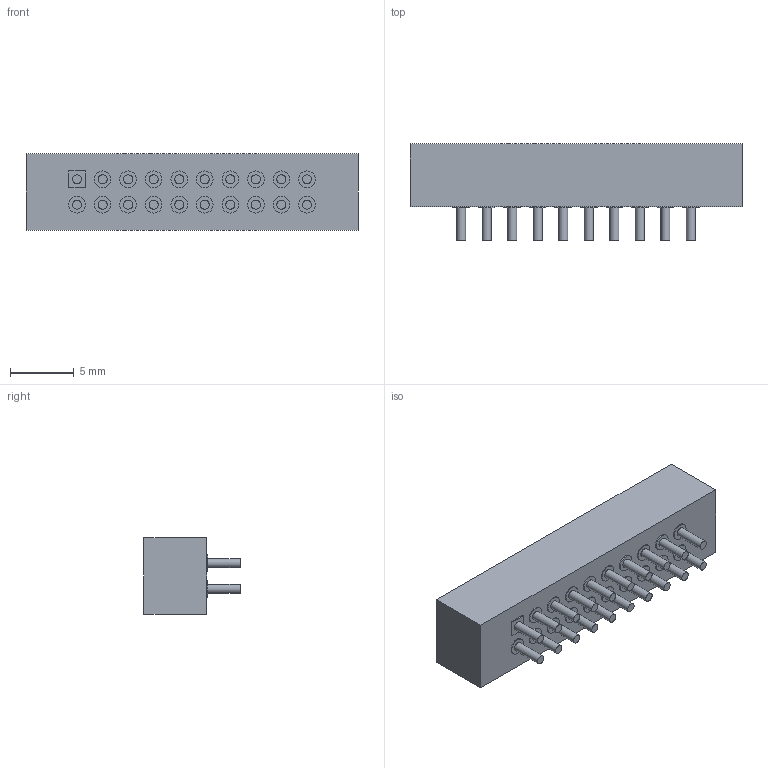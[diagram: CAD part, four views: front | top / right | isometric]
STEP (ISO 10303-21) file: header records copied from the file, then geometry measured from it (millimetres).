
FILE_DESCRIPTION(('STEP AP214'), '1');
FILE_NAME('SHDR0S200P10X2_2600X600X500.step', '2023-6-12T20:41:21', (''), (''), 'EMA Design Automation', 'LibraryBuilder', '');
FILE_SCHEMA(('AUTOMOTIVE_DESIGN'));
Length unit declared in the file: millimetre
Products named in the file (1): SHDR0S200P10X2_2600X600X500
Bounding box: 26 x 7.54 x 6 mm (x, y, z)
Volume: 789.2 mm3; surface area: 814.4 mm2
Topology: 41 solids, 41 shells, 129 faces, 141 edges, 94 vertices
Faces by surface type: plane 90, cylinder 39
Full cylindrical faces by diameter (mm): 0.7 x20, 1.3 x19
Entity records: 2550 total; most frequent: DIRECTION 522, CARTESIAN_POINT 367, AXIS2_PLACEMENT_3D 249, ORIENTED_EDGE 204, EDGE_LOOP 168, FACE_OUTER_BOUND 129, ADVANCED_FACE 129, EDGE_CURVE 102
